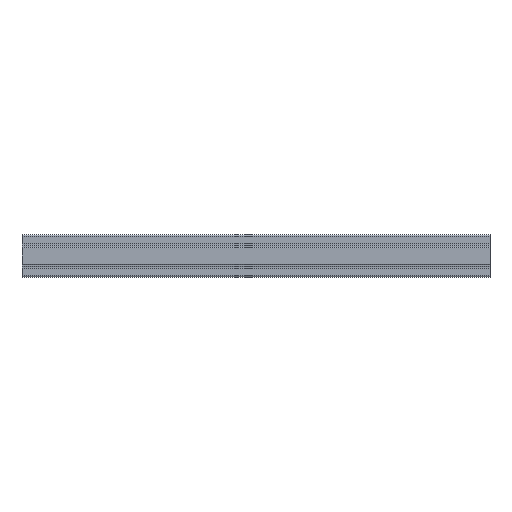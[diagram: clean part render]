
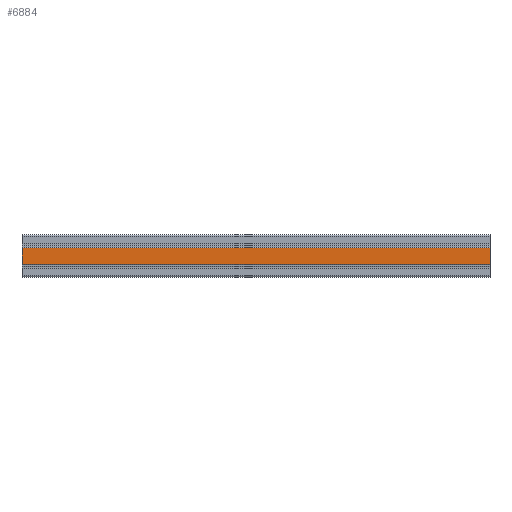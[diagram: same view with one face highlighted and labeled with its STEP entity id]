
A CAD part, front view. The second image highlights one B-rep face of the part: STEP entity #6884.
In plain terms, the highlighted planar face has unit normal (0, -1, 0).
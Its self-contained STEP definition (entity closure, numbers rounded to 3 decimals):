
#720=FACE_OUTER_BOUND('',#1070,.T.);
#1070=EDGE_LOOP('',(#5192,#5193,#5194,#5195));
#1596=LINE('',#10961,#2312);
#1597=LINE('',#10964,#2313);
#1598=LINE('',#10966,#2314);
#1599=LINE('',#10967,#2315);
#2312=VECTOR('',#8922,1.);
#2313=VECTOR('',#8925,1.);
#2314=VECTOR('',#8926,1.);
#2315=VECTOR('',#8927,1.);
#3064=VERTEX_POINT('',#10957);
#3065=VERTEX_POINT('',#10959);
#3066=VERTEX_POINT('',#10963);
#3067=VERTEX_POINT('',#10965);
#3954=EDGE_CURVE('',#3064,#3065,#1596,.T.);
#3955=EDGE_CURVE('',#3064,#3066,#1597,.T.);
#3956=EDGE_CURVE('',#3067,#3065,#1598,.T.);
#3957=EDGE_CURVE('',#3066,#3067,#1599,.T.);
#5192=ORIENTED_EDGE('',*,*,#3955,.F.);
#5193=ORIENTED_EDGE('',*,*,#3954,.T.);
#5194=ORIENTED_EDGE('',*,*,#3956,.F.);
#5195=ORIENTED_EDGE('',*,*,#3957,.F.);
#6583=PLANE('',#7466);
#6884=ADVANCED_FACE('',(#720),#6583,.T.);
#7466=AXIS2_PLACEMENT_3D('',#10962,#8923,#8924);
#8922=DIRECTION('',(1.,0.,0.));
#8923=DIRECTION('center_axis',(0.,-1.,0.));
#8924=DIRECTION('ref_axis',(0.,0.,-1.));
#8925=DIRECTION('',(0.,0.,1.));
#8926=DIRECTION('',(0.,0.,-1.));
#8927=DIRECTION('',(1.,0.,0.));
#10957=CARTESIAN_POINT('',(0.,0.,27.05));
#10959=CARTESIAN_POINT('',(1000.,0.,27.05));
#10961=CARTESIAN_POINT('',(0.,0.,27.05));
#10962=CARTESIAN_POINT('Origin',(0.,0.,62.95));
#10963=CARTESIAN_POINT('',(0.,0.,62.95));
#10964=CARTESIAN_POINT('',(0.,0.,27.05));
#10965=CARTESIAN_POINT('',(1000.,0.,62.95));
#10966=CARTESIAN_POINT('',(1000.,0.,27.05));
#10967=CARTESIAN_POINT('',(0.,0.,62.95));
